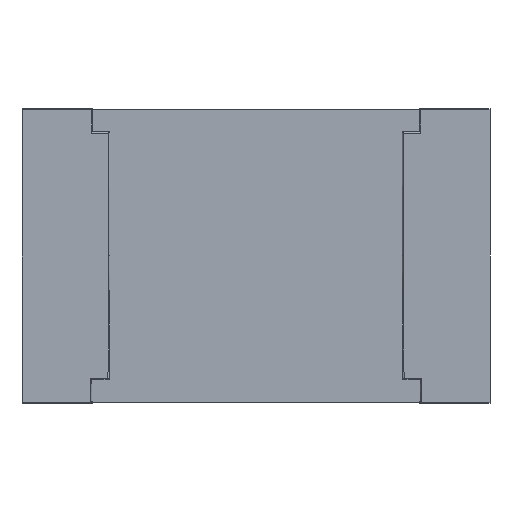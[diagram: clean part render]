
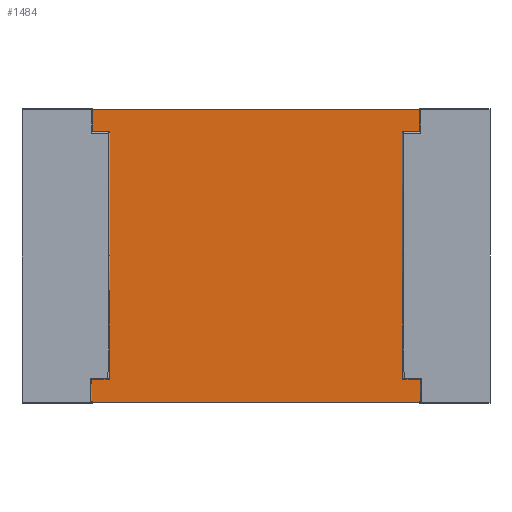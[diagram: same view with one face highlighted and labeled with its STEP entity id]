
A CAD part, front view. The second image highlights one B-rep face of the part: STEP entity #1484.
In plain terms, the highlighted planar face has unit normal (0, -1, 0).
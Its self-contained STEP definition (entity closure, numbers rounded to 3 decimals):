
#15 = VECTOR ( 'NONE', #131, 1000. ) ;
#33 = CARTESIAN_POINT ( 'NONE',  ( -0.7, -0.195, 0.53 ) ) ;
#38 = ORIENTED_EDGE ( 'NONE', *, *, #3106, .F. ) ;
#58 = LINE ( 'NONE', #2018, #2558 ) ;
#100 = DIRECTION ( 'NONE',  ( 0., 0., 1. ) ) ;
#103 = VECTOR ( 'NONE', #1820, 1000. ) ;
#126 = DIRECTION ( 'NONE',  ( 1., 0., 0. ) ) ;
#131 = DIRECTION ( 'NONE',  ( 1., 0., -0.005 ) ) ;
#146 = VERTEX_POINT ( 'NONE', #1801 ) ;
#168 = CARTESIAN_POINT ( 'NONE',  ( -0.628, -0.195, -0.527 ) ) ;
#197 = VECTOR ( 'NONE', #588, 1000. ) ;
#201 = ORIENTED_EDGE ( 'NONE', *, *, #2690, .T. ) ;
#210 = VERTEX_POINT ( 'NONE', #388 ) ;
#217 = AXIS2_PLACEMENT_3D ( 'NONE', #845, #2999, #1075 ) ;
#221 = EDGE_CURVE ( 'NONE', #2379, #1413, #1672, .T. ) ;
#268 = VERTEX_POINT ( 'NONE', #2759 ) ;
#303 = VECTOR ( 'NONE', #1044, 1000. ) ;
#334 = CARTESIAN_POINT ( 'NONE',  ( 0.7, -0.195, -0.62 ) ) ;
#336 = DIRECTION ( 'NONE',  ( 0., 0., 1. ) ) ;
#358 = EDGE_CURVE ( 'NONE', #1675, #2903, #3083, .T. ) ;
#359 = CARTESIAN_POINT ( 'NONE',  ( -0.7, -0.195, 0.625 ) ) ;
#382 = LINE ( 'NONE', #904, #1407 ) ;
#388 = CARTESIAN_POINT ( 'NONE',  ( 0.7, -0.195, -0.625 ) ) ;
#437 = ORIENTED_EDGE ( 'NONE', *, *, #1115, .T. ) ;
#485 = FACE_OUTER_BOUND ( 'NONE', #1857, .T. ) ;
#494 = ORIENTED_EDGE ( 'NONE', *, *, #1671, .F. ) ;
#515 = ORIENTED_EDGE ( 'NONE', *, *, #2120, .T. ) ;
#565 = CARTESIAN_POINT ( 'NONE',  ( -1., -0.195, 0.625 ) ) ;
#569 = LINE ( 'NONE', #852, #103 ) ;
#585 = EDGE_CURVE ( 'NONE', #268, #894, #1061, .T. ) ;
#588 = DIRECTION ( 'NONE',  ( -1., 0., 0. ) ) ;
#622 = VECTOR ( 'NONE', #952, 1000. ) ;
#682 = CARTESIAN_POINT ( 'NONE',  ( 0.7, -0.195, 0.63 ) ) ;
#755 = VECTOR ( 'NONE', #941, 1000. ) ;
#782 = LINE ( 'NONE', #1595, #1358 ) ;
#806 = PLANE ( 'NONE',  #217 ) ;
#828 = DIRECTION ( 'NONE',  ( 0.005, 0., 1. ) ) ;
#829 = EDGE_CURVE ( 'NONE', #1803, #1248, #782, .T. ) ;
#842 = CARTESIAN_POINT ( 'NONE',  ( -0.628, -0.195, -0.527 ) ) ;
#845 = CARTESIAN_POINT ( 'NONE',  ( 0., -0.195, 0. ) ) ;
#852 = CARTESIAN_POINT ( 'NONE',  ( 0., -0.195, -0.625 ) ) ;
#894 = VERTEX_POINT ( 'NONE', #2995 ) ;
#904 = CARTESIAN_POINT ( 'NONE',  ( 0.628, -0.195, -0.527 ) ) ;
#926 = ORIENTED_EDGE ( 'NONE', *, *, #1643, .T. ) ;
#927 = CARTESIAN_POINT ( 'NONE',  ( 0.625, -0.195, 0.002 ) ) ;
#941 = DIRECTION ( 'NONE',  ( 0., 0., 1. ) ) ;
#952 = DIRECTION ( 'NONE',  ( -1., 0., 0. ) ) ;
#975 = VERTEX_POINT ( 'NONE', #927 ) ;
#1002 = VERTEX_POINT ( 'NONE', #2726 ) ;
#1005 = CARTESIAN_POINT ( 'NONE',  ( 0.703, -0.195, -0.625 ) ) ;
#1022 = VERTEX_POINT ( 'NONE', #1320 ) ;
#1036 = LINE ( 'NONE', #33, #622 ) ;
#1044 = DIRECTION ( 'NONE',  ( 1., 0., 0. ) ) ;
#1061 = LINE ( 'NONE', #1005, #2584 ) ;
#1075 = DIRECTION ( 'NONE',  ( 0., 0., -1. ) ) ;
#1084 = DIRECTION ( 'NONE',  ( -1., 0., -0.005 ) ) ;
#1092 = CARTESIAN_POINT ( 'NONE',  ( -0.703, -0.195, -0.526 ) ) ;
#1115 = EDGE_CURVE ( 'NONE', #2143, #1932, #1354, .T. ) ;
#1125 = EDGE_CURVE ( 'NONE', #975, #1803, #1910, .T. ) ;
#1136 = CARTESIAN_POINT ( 'NONE',  ( 0.628, -0.195, -0.527 ) ) ;
#1215 = VECTOR ( 'NONE', #2260, 1000. ) ;
#1248 = VERTEX_POINT ( 'NONE', #2819 ) ;
#1265 = CARTESIAN_POINT ( 'NONE',  ( -0.7, -0.195, 0.63 ) ) ;
#1320 = CARTESIAN_POINT ( 'NONE',  ( 0.7, -0.195, -0.62 ) ) ;
#1335 = ORIENTED_EDGE ( 'NONE', *, *, #2054, .T. ) ;
#1354 = LINE ( 'NONE', #565, #1215 ) ;
#1358 = VECTOR ( 'NONE', #126, 1000. ) ;
#1365 = VERTEX_POINT ( 'NONE', #2076 ) ;
#1375 = VECTOR ( 'NONE', #2950, 1000. ) ;
#1404 = ORIENTED_EDGE ( 'NONE', *, *, #829, .T. ) ;
#1407 = VECTOR ( 'NONE', #2317, 1000. ) ;
#1413 = VERTEX_POINT ( 'NONE', #168 ) ;
#1451 = LINE ( 'NONE', #2497, #303 ) ;
#1453 = DIRECTION ( 'NONE',  ( 0., 0., 1. ) ) ;
#1482 = VECTOR ( 'NONE', #1889, 1000. ) ;
#1484 = ADVANCED_FACE ( 'NONE', ( #485 ), #806, .T. ) ;
#1507 = ORIENTED_EDGE ( 'NONE', *, *, #221, .F. ) ;
#1558 = ORIENTED_EDGE ( 'NONE', *, *, #585, .T. ) ;
#1563 = LINE ( 'NONE', #842, #1926 ) ;
#1566 = CARTESIAN_POINT ( 'NONE',  ( -0.703, -0.195, -0.625 ) ) ;
#1576 = ORIENTED_EDGE ( 'NONE', *, *, #2264, .F. ) ;
#1595 = CARTESIAN_POINT ( 'NONE',  ( 0.7, -0.195, 0.53 ) ) ;
#1626 = CARTESIAN_POINT ( 'NONE',  ( -0.7, -0.195, -0.63 ) ) ;
#1643 = EDGE_CURVE ( 'NONE', #2667, #2903, #1451, .T. ) ;
#1650 = CARTESIAN_POINT ( 'NONE',  ( -0.625, -0.195, 0.53 ) ) ;
#1671 = EDGE_CURVE ( 'NONE', #1365, #1932, #1693, .T. ) ;
#1672 = LINE ( 'NONE', #1092, #15 ) ;
#1675 = VERTEX_POINT ( 'NONE', #2240 ) ;
#1693 = LINE ( 'NONE', #1265, #1375 ) ;
#1729 = EDGE_CURVE ( 'NONE', #2667, #2379, #2529, .T. ) ;
#1750 = EDGE_CURVE ( 'NONE', #894, #2110, #1898, .T. ) ;
#1759 = EDGE_CURVE ( 'NONE', #1413, #1002, #1563, .T. ) ;
#1801 = CARTESIAN_POINT ( 'NONE',  ( -0.625, -0.195, 0.53 ) ) ;
#1803 = VERTEX_POINT ( 'NONE', #2532 ) ;
#1820 = DIRECTION ( 'NONE',  ( 1., 0., 0. ) ) ;
#1857 = EDGE_LOOP ( 'NONE', ( #926, #2611, #2522, #201, #2344, #1558, #2298, #1335, #1909, #1404, #515, #437, #494, #38, #1576, #1931, #1507, #3096 ) ) ;
#1888 = LINE ( 'NONE', #1650, #2145 ) ;
#1889 = DIRECTION ( 'NONE',  ( 0., 0., 1. ) ) ;
#1894 = LINE ( 'NONE', #334, #197 ) ;
#1898 = LINE ( 'NONE', #2997, #2032 ) ;
#1909 = ORIENTED_EDGE ( 'NONE', *, *, #1125, .T. ) ;
#1910 = LINE ( 'NONE', #1986, #2466 ) ;
#1919 = CARTESIAN_POINT ( 'NONE',  ( 0.7, -0.195, 0.625 ) ) ;
#1924 = LINE ( 'NONE', #682, #1482 ) ;
#1926 = VECTOR ( 'NONE', #828, 1000. ) ;
#1931 = ORIENTED_EDGE ( 'NONE', *, *, #1759, .F. ) ;
#1932 = VERTEX_POINT ( 'NONE', #359 ) ;
#1970 = EDGE_CURVE ( 'NONE', #268, #1022, #1894, .T. ) ;
#1986 = CARTESIAN_POINT ( 'NONE',  ( 0.625, -0.195, 0.53 ) ) ;
#2018 = CARTESIAN_POINT ( 'NONE',  ( 0.7, -0.195, -0.63 ) ) ;
#2032 = VECTOR ( 'NONE', #1084, 1000. ) ;
#2054 = EDGE_CURVE ( 'NONE', #2110, #975, #382, .T. ) ;
#2076 = CARTESIAN_POINT ( 'NONE',  ( -0.7, -0.195, 0.53 ) ) ;
#2110 = VERTEX_POINT ( 'NONE', #1136 ) ;
#2120 = EDGE_CURVE ( 'NONE', #1248, #2143, #1924, .T. ) ;
#2143 = VERTEX_POINT ( 'NONE', #1919 ) ;
#2145 = VECTOR ( 'NONE', #1453, 1000. ) ;
#2240 = CARTESIAN_POINT ( 'NONE',  ( -0.7, -0.195, -0.625 ) ) ;
#2260 = DIRECTION ( 'NONE',  ( -1., 0., 0. ) ) ;
#2264 = EDGE_CURVE ( 'NONE', #1002, #146, #1888, .T. ) ;
#2298 = ORIENTED_EDGE ( 'NONE', *, *, #1750, .T. ) ;
#2317 = DIRECTION ( 'NONE',  ( -0.005, 0., 1. ) ) ;
#2344 = ORIENTED_EDGE ( 'NONE', *, *, #1970, .F. ) ;
#2379 = VERTEX_POINT ( 'NONE', #2629 ) ;
#2383 = CARTESIAN_POINT ( 'NONE',  ( -0.7, -0.195, -0.62 ) ) ;
#2466 = VECTOR ( 'NONE', #2484, 1000. ) ;
#2484 = DIRECTION ( 'NONE',  ( 0., 0., 1. ) ) ;
#2497 = CARTESIAN_POINT ( 'NONE',  ( -0.7, -0.195, -0.62 ) ) ;
#2522 = ORIENTED_EDGE ( 'NONE', *, *, #2752, .T. ) ;
#2529 = LINE ( 'NONE', #1566, #2753 ) ;
#2532 = CARTESIAN_POINT ( 'NONE',  ( 0.625, -0.195, 0.53 ) ) ;
#2558 = VECTOR ( 'NONE', #336, 1000. ) ;
#2584 = VECTOR ( 'NONE', #2682, 1000. ) ;
#2611 = ORIENTED_EDGE ( 'NONE', *, *, #358, .F. ) ;
#2629 = CARTESIAN_POINT ( 'NONE',  ( -0.703, -0.195, -0.526 ) ) ;
#2667 = VERTEX_POINT ( 'NONE', #2959 ) ;
#2682 = DIRECTION ( 'NONE',  ( 0., 0., 1. ) ) ;
#2690 = EDGE_CURVE ( 'NONE', #210, #1022, #58, .T. ) ;
#2726 = CARTESIAN_POINT ( 'NONE',  ( -0.625, -0.195, 0.002 ) ) ;
#2752 = EDGE_CURVE ( 'NONE', #1675, #210, #569, .T. ) ;
#2753 = VECTOR ( 'NONE', #100, 1000. ) ;
#2759 = CARTESIAN_POINT ( 'NONE',  ( 0.703, -0.195, -0.62 ) ) ;
#2819 = CARTESIAN_POINT ( 'NONE',  ( 0.7, -0.195, 0.53 ) ) ;
#2903 = VERTEX_POINT ( 'NONE', #2383 ) ;
#2950 = DIRECTION ( 'NONE',  ( 0., 0., 1. ) ) ;
#2959 = CARTESIAN_POINT ( 'NONE',  ( -0.703, -0.195, -0.62 ) ) ;
#2995 = CARTESIAN_POINT ( 'NONE',  ( 0.703, -0.195, -0.526 ) ) ;
#2997 = CARTESIAN_POINT ( 'NONE',  ( 0.703, -0.195, -0.526 ) ) ;
#2999 = DIRECTION ( 'NONE',  ( 0., -1., 0. ) ) ;
#3083 = LINE ( 'NONE', #1626, #755 ) ;
#3096 = ORIENTED_EDGE ( 'NONE', *, *, #1729, .F. ) ;
#3106 = EDGE_CURVE ( 'NONE', #146, #1365, #1036, .T. ) ;
